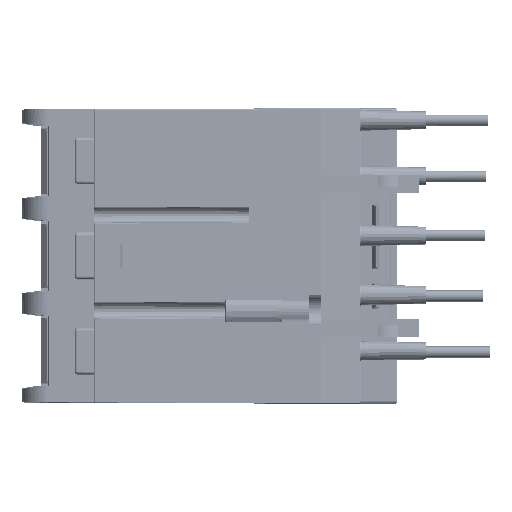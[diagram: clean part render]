
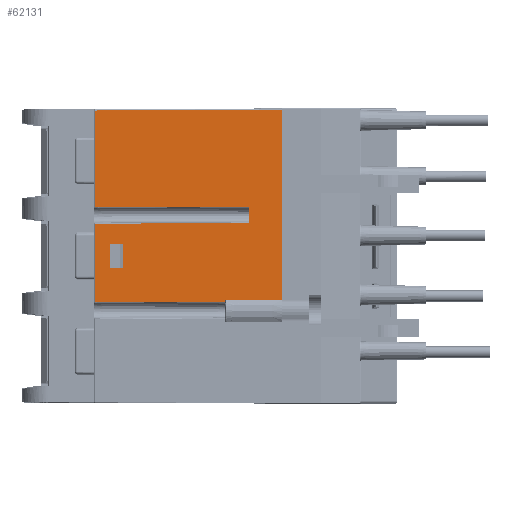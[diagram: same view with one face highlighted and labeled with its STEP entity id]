
A CAD part, left-side view. The second image highlights one B-rep face of the part: STEP entity #62131.
In plain terms, the highlighted planar face has unit normal (-1, -0.004, 0).
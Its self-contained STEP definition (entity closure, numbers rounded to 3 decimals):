
#3347=CARTESIAN_POINT('',(1.1,7.501,-0.65));
#3348=VERTEX_POINT('',#3347);
#3356=CARTESIAN_POINT('',(1.1,7.501,-29.485));
#3357=VERTEX_POINT('',#3356);
#3358=CARTESIAN_POINT('',(1.1,7.501,-0.65));
#3359=DIRECTION('',(0.0,0.0,-1.0));
#3360=VECTOR('',#3359,28.835);
#3361=LINE('',#3358,#3360);
#3362=EDGE_CURVE('',#3348,#3357,#3361,.T.);
#4082=CARTESIAN_POINT('',(1.001,35.8,-17.949));
#4083=VERTEX_POINT('',#4082);
#4106=CARTESIAN_POINT('',(1.083,12.4,-17.847));
#4107=VERTEX_POINT('',#4106);
#4117=CARTESIAN_POINT('',(1.083,12.4,-17.847));
#4118=DIRECTION('',(-0.003,1.,-0.004));
#4119=VECTOR('',#4118,23.4);
#4120=LINE('',#4117,#4119);
#4121=EDGE_CURVE('',#4107,#4083,#4120,.T.);
#4284=CARTESIAN_POINT('',(1.083,12.4,-15.453));
#4285=VERTEX_POINT('',#4284);
#4295=CARTESIAN_POINT('',(1.083,12.4,-15.453));
#4296=DIRECTION('',(0.0,0.0,-1.0));
#4297=VECTOR('',#4296,2.394);
#4298=LINE('',#4295,#4297);
#4299=EDGE_CURVE('',#4285,#4107,#4298,.T.);
#4449=CARTESIAN_POINT('',(1.001,35.8,-15.351));
#4450=VERTEX_POINT('',#4449);
#4451=CARTESIAN_POINT('',(1.001,35.8,-15.351));
#4452=DIRECTION('',(0.003,-1.,-0.004));
#4453=VECTOR('',#4452,23.4);
#4454=LINE('',#4451,#4453);
#4455=EDGE_CURVE('',#4450,#4285,#4454,.T.);
#61996=CARTESIAN_POINT('',(1.001,35.8,-29.781));
#61997=VERTEX_POINT('',#61996);
#62031=CARTESIAN_POINT('',(1.001,35.8,-29.781));
#62032=DIRECTION('',(0.,0.,1.));
#62033=VECTOR('',#62032,11.832);
#62034=LINE('',#62031,#62033);
#62035=EDGE_CURVE('',#61997,#4083,#62034,.T.);
#62042=CARTESIAN_POINT('',(1.1,7.501,-46.462));
#62043=DIRECTION('',(-1.,-0.003,0.0));
#62044=DIRECTION('',(0.0,0.0,1.0));
#62045=AXIS2_PLACEMENT_3D('',#62042,#62043,#62044);
#62046=PLANE('',#62045);
#62047=ORIENTED_EDGE('',*,*,#4455,.T.);
#62048=ORIENTED_EDGE('',*,*,#4299,.T.);
#62049=ORIENTED_EDGE('',*,*,#4121,.T.);
#62050=ORIENTED_EDGE('',*,*,#62035,.F.);
#62051=CARTESIAN_POINT('',(1.07,16.101,-29.867));
#62052=VERTEX_POINT('',#62051);
#62053=CARTESIAN_POINT('',(1.001,35.8,-29.781));
#62054=DIRECTION('',(0.003,-1.,-0.004));
#62055=VECTOR('',#62054,19.699);
#62056=LINE('',#62053,#62055);
#62057=EDGE_CURVE('',#61997,#62052,#62056,.T.);
#62058=ORIENTED_EDGE('',*,*,#62057,.T.);
#62059=CARTESIAN_POINT('',(1.07,16.101,-29.475));
#62060=VERTEX_POINT('',#62059);
#62061=CARTESIAN_POINT('',(1.07,16.101,-29.867));
#62062=DIRECTION('',(0.,0.,1.));
#62063=VECTOR('',#62062,0.392);
#62064=LINE('',#62061,#62063);
#62065=EDGE_CURVE('',#62052,#62060,#62064,.T.);
#62066=ORIENTED_EDGE('',*,*,#62065,.T.);
#62067=CARTESIAN_POINT('',(0.998,36.8,-29.45));
#62068=CARTESIAN_POINT('',(1.051,21.49,-29.468));
#62069=CARTESIAN_POINT('',(1.103,6.501,-29.487));
#62077=(BOUNDED_CURVE()B_SPLINE_CURVE(2,(#62067,#62068,#62069),.UNSPECIFIED.,.F.,.U.)B_SPLINE_CURVE_WITH_KNOTS((3,3),(0.0,3.03),.UNSPECIFIED.)CURVE()GEOMETRIC_REPRESENTATION_ITEM()RATIONAL_B_SPLINE_CURVE((1.0,1.,1.0))REPRESENTATION_ITEM(''));
#62078=EDGE_CURVE('',#62060,#3357,#62077,.T.);
#62079=ORIENTED_EDGE('',*,*,#62078,.T.);
#62080=ORIENTED_EDGE('',*,*,#3362,.F.);
#62081=CARTESIAN_POINT('',(1.001,35.8,-0.773));
#62082=VERTEX_POINT('',#62081);
#62083=CARTESIAN_POINT('',(1.001,35.8,-0.773));
#62084=DIRECTION('',(0.003,-1.,0.004));
#62085=VECTOR('',#62084,28.3);
#62086=LINE('',#62083,#62085);
#62087=EDGE_CURVE('',#62082,#3348,#62086,.T.);
#62088=ORIENTED_EDGE('',*,*,#62087,.F.);
#62089=CARTESIAN_POINT('',(1.001,35.8,-15.351));
#62090=DIRECTION('',(0.,0.,1.0));
#62091=VECTOR('',#62090,14.577);
#62092=LINE('',#62089,#62091);
#62093=EDGE_CURVE('',#4450,#62082,#62092,.T.);
#62094=ORIENTED_EDGE('',*,*,#62093,.F.);
#62095=EDGE_LOOP('',(#62047,#62048,#62049,#62050,#62058,#62066,#62079,#62080,#62088,#62094));
#62096=FACE_OUTER_BOUND('',#62095,.T.);
#62097=CARTESIAN_POINT('',(1.016,31.547,-24.607));
#62098=VERTEX_POINT('',#62097);
#62099=CARTESIAN_POINT('',(1.009,33.501,-24.6));
#62100=VERTEX_POINT('',#62099);
#62101=CARTESIAN_POINT('',(1.016,31.547,-24.607));
#62102=DIRECTION('',(-0.003,1.,0.003));
#62103=VECTOR('',#62102,1.954);
#62104=LINE('',#62101,#62103);
#62105=EDGE_CURVE('',#62098,#62100,#62104,.T.);
#62106=ORIENTED_EDGE('',*,*,#62105,.T.);
#62107=CARTESIAN_POINT('',(1.009,33.501,-21.1));
#62108=VERTEX_POINT('',#62107);
#62109=CARTESIAN_POINT('',(1.009,33.501,-24.6));
#62110=DIRECTION('',(0.0,0.0,1.0));
#62111=VECTOR('',#62110,3.5);
#62112=LINE('',#62109,#62111);
#62113=EDGE_CURVE('',#62100,#62108,#62112,.T.);
#62114=ORIENTED_EDGE('',*,*,#62113,.T.);
#62115=CARTESIAN_POINT('',(1.016,31.547,-21.093));
#62116=VERTEX_POINT('',#62115);
#62117=CARTESIAN_POINT('',(1.016,31.547,-21.093));
#62118=DIRECTION('',(-0.003,1.,-0.003));
#62119=VECTOR('',#62118,1.954);
#62120=LINE('',#62117,#62119);
#62121=EDGE_CURVE('',#62116,#62108,#62120,.T.);
#62122=ORIENTED_EDGE('',*,*,#62121,.F.);
#62123=CARTESIAN_POINT('',(1.016,31.547,-24.607));
#62124=DIRECTION('',(0.0,0.0,1.0));
#62125=VECTOR('',#62124,3.514);
#62126=LINE('',#62123,#62125);
#62127=EDGE_CURVE('',#62098,#62116,#62126,.T.);
#62128=ORIENTED_EDGE('',*,*,#62127,.F.);
#62129=EDGE_LOOP('',(#62106,#62114,#62122,#62128));
#62130=FACE_BOUND('',#62129,.T.);
#62131=ADVANCED_FACE('',(#62096,#62130),#62046,.T.);
